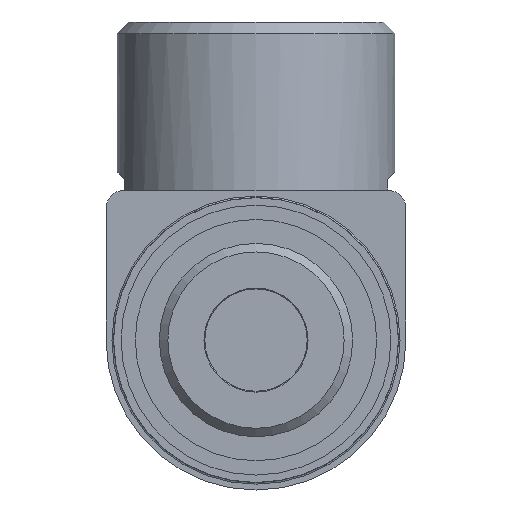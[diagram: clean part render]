
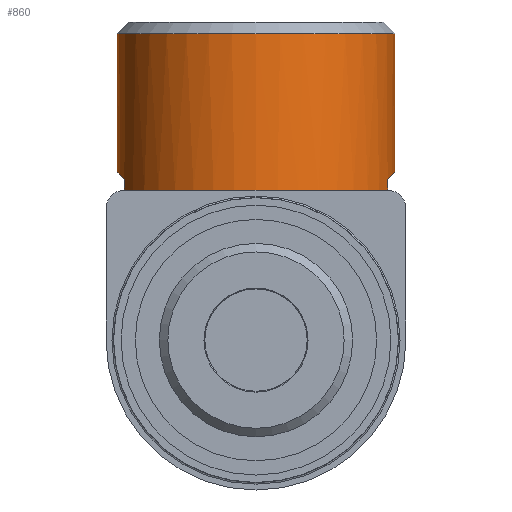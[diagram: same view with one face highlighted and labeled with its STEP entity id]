
A CAD part, front view. The second image highlights one B-rep face of the part: STEP entity #860.
In plain terms, the highlighted cylindrical face has radius 19 mm (diameter 38 mm), a full revolution.
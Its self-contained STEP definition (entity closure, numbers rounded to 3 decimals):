
#70=ELLIPSE('',#941,26.87,19.);
#71=ELLIPSE('',#944,26.87,19.);
#72=LINE('',#1375,#117);
#73=LINE('',#1380,#118);
#74=LINE('',#1384,#119);
#75=LINE('',#1390,#120);
#117=VECTOR('',#1068,1000.);
#118=VECTOR('',#1071,1000.);
#119=VECTOR('',#1074,1000.);
#120=VECTOR('',#1079,1000.);
#176=ORIENTED_EDGE('',*,*,#404,.F.);
#177=ORIENTED_EDGE('',*,*,#405,.F.);
#178=ORIENTED_EDGE('',*,*,#406,.F.);
#179=ORIENTED_EDGE('',*,*,#407,.F.);
#180=ORIENTED_EDGE('',*,*,#408,.F.);
#181=ORIENTED_EDGE('',*,*,#409,.F.);
#182=ORIENTED_EDGE('',*,*,#410,.F.);
#183=ORIENTED_EDGE('',*,*,#411,.F.);
#184=ORIENTED_EDGE('',*,*,#412,.F.);
#185=ORIENTED_EDGE('',*,*,#413,.T.);
#404=EDGE_CURVE('',#517,#518,#72,.F.);
#405=EDGE_CURVE('',#519,#517,#599,.F.);
#406=EDGE_CURVE('',#520,#519,#73,.T.);
#407=EDGE_CURVE('',#521,#520,#70,.T.);
#408=EDGE_CURVE('',#522,#521,#74,.F.);
#409=EDGE_CURVE('',#523,#522,#600,.F.);
#410=EDGE_CURVE('',#524,#523,#601,.F.);
#411=EDGE_CURVE('',#525,#524,#75,.T.);
#412=EDGE_CURVE('',#518,#525,#71,.T.);
#413=EDGE_CURVE('',#526,#526,#602,.T.);
#517=VERTEX_POINT('',#1376);
#518=VERTEX_POINT('',#1377);
#519=VERTEX_POINT('',#1379);
#520=VERTEX_POINT('',#1381);
#521=VERTEX_POINT('',#1383);
#522=VERTEX_POINT('',#1385);
#523=VERTEX_POINT('',#1387);
#524=VERTEX_POINT('',#1389);
#525=VERTEX_POINT('',#1391);
#526=VERTEX_POINT('',#1394);
#599=CIRCLE('',#940,19.);
#600=CIRCLE('',#942,19.);
#601=CIRCLE('',#943,19.);
#602=CIRCLE('',#945,19.);
#655=EDGE_LOOP('',(#176,#177,#178,#179,#180,#181,#182,#183,#184));
#656=EDGE_LOOP('',(#185));
#751=FACE_BOUND('',#655,.T.);
#752=FACE_BOUND('',#656,.T.);
#846=CYLINDRICAL_SURFACE('',#939,19.);
#860=ADVANCED_FACE('',(#751,#752),#846,.T.);
#939=AXIS2_PLACEMENT_3D('',#1374,#1066,#1067);
#940=AXIS2_PLACEMENT_3D('',#1378,#1069,#1070);
#941=AXIS2_PLACEMENT_3D('',#1382,#1072,#1073);
#942=AXIS2_PLACEMENT_3D('',#1386,#1075,#1076);
#943=AXIS2_PLACEMENT_3D('',#1388,#1077,#1078);
#944=AXIS2_PLACEMENT_3D('',#1392,#1080,#1081);
#945=AXIS2_PLACEMENT_3D('',#1393,#1082,#1083);
#1066=DIRECTION('',(0.,0.,-1.));
#1067=DIRECTION('',(-1.,0.,0.));
#1068=DIRECTION('',(0.,0.,-1.));
#1069=DIRECTION('',(0.,0.,1.));
#1070=DIRECTION('',(1.,0.,0.));
#1071=DIRECTION('',(0.,0.,-1.));
#1072=DIRECTION('',(-0.707,0.,-0.707));
#1073=DIRECTION('',(0.707,0.,-0.707));
#1074=DIRECTION('',(0.,0.,-1.));
#1075=DIRECTION('',(0.,0.,1.));
#1076=DIRECTION('',(1.,0.,0.));
#1077=DIRECTION('',(0.,0.,1.));
#1078=DIRECTION('',(1.,0.,0.));
#1079=DIRECTION('',(0.,0.,-1.));
#1080=DIRECTION('',(0.707,0.,-0.707));
#1081=DIRECTION('',(-0.707,0.,-0.707));
#1082=DIRECTION('',(0.,0.,-1.));
#1083=DIRECTION('',(-1.,0.,0.));
#1374=CARTESIAN_POINT('',(0.,24.5,10.25));
#1375=CARTESIAN_POINT('',(18.,30.583,10.25));
#1376=CARTESIAN_POINT('',(18.,30.583,20.5));
#1377=CARTESIAN_POINT('',(18.,30.583,22.));
#1378=CARTESIAN_POINT('',(0.,24.5,20.5));
#1379=CARTESIAN_POINT('',(-18.,30.583,20.5));
#1380=CARTESIAN_POINT('',(-18.,30.583,10.25));
#1381=CARTESIAN_POINT('',(-18.,30.583,22.));
#1382=CARTESIAN_POINT('',(0.,24.5,4.));
#1383=CARTESIAN_POINT('',(-18.,18.417,22.));
#1384=CARTESIAN_POINT('',(-18.,18.417,10.25));
#1385=CARTESIAN_POINT('',(-18.,18.417,20.5));
#1386=CARTESIAN_POINT('',(0.,24.5,20.5));
#1387=CARTESIAN_POINT('',(0.,5.5,20.5));
#1388=CARTESIAN_POINT('',(0.,24.5,20.5));
#1389=CARTESIAN_POINT('',(18.,18.417,20.5));
#1390=CARTESIAN_POINT('',(18.,18.417,10.25));
#1391=CARTESIAN_POINT('',(18.,18.417,22.));
#1392=CARTESIAN_POINT('',(0.,24.5,4.));
#1393=CARTESIAN_POINT('',(0.,24.5,41.9));
#1394=CARTESIAN_POINT('',(-19.,24.5,41.9));
